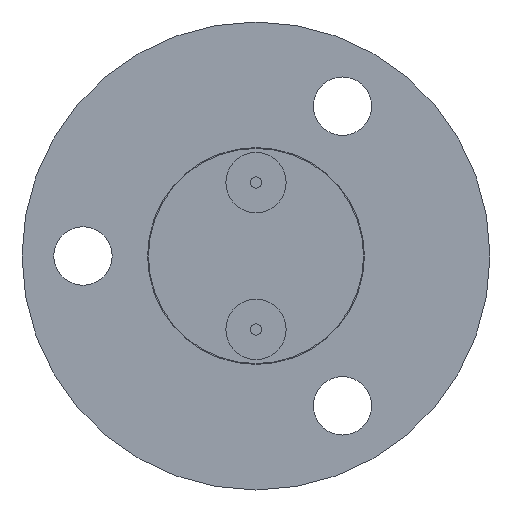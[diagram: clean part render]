
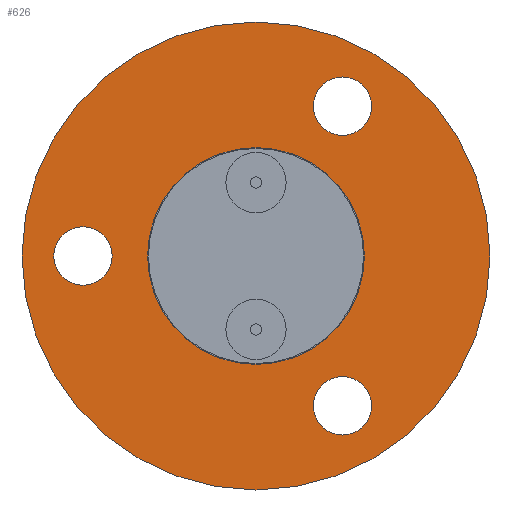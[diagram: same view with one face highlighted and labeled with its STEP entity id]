
A CAD part, front view. The second image highlights one B-rep face of the part: STEP entity #626.
In plain terms, the highlighted planar face has unit normal (0, -1, 0).
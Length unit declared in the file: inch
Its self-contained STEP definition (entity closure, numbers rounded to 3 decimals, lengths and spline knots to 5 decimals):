
#107 = CARTESIAN_POINT ( 'NONE',  ( -0.22762, 0.29828, -0.20189 ) ) ;
#117 = DIRECTION ( 'NONE',  ( 0., 1., 0. ) ) ;
#118 = DIRECTION ( 'NONE',  ( 0.866, 0., 0.5 ) ) ;
#167 = CARTESIAN_POINT ( 'NONE',  ( -0.43647, 0.29828, 0.15986 ) ) ;
#169 = DIRECTION ( 'NONE',  ( 0., 1., 0. ) ) ;
#170 = DIRECTION ( 'NONE',  ( 0., 0., -1. ) ) ;
#184 = CARTESIAN_POINT ( 'NONE',  ( -0.43647, 0.29828, 0.15986 ) ) ;
#192 = DIRECTION ( 'NONE',  ( 0., -1., 0. ) ) ;
#193 = DIRECTION ( 'NONE',  ( 0., 0., 1. ) ) ;
#214 = CARTESIAN_POINT ( 'NONE',  ( -0.22762, 0.29828, 0.52161 ) ) ;
#222 = DIRECTION ( 'NONE',  ( 0., 1., 0. ) ) ;
#223 = DIRECTION ( 'NONE',  ( -0.866, 0., 0.5 ) ) ;
#228 = CARTESIAN_POINT ( 'NONE',  ( -0.85419, 0.29828, 0.15986 ) ) ;
#231 = CARTESIAN_POINT ( 'NONE',  ( -0.22762, 0.29828, 0.52161 ) ) ;
#233 = DIRECTION ( 'NONE',  ( 0., 1., 0. ) ) ;
#234 = DIRECTION ( 'NONE',  ( -0.866, 0., 0.5 ) ) ;
#236 = DIRECTION ( 'NONE',  ( 0., 1., 0. ) ) ;
#237 = DIRECTION ( 'NONE',  ( 0., 0., -1. ) ) ;
#239 = CARTESIAN_POINT ( 'NONE',  ( -0.85419, 0.29828, 0.15986 ) ) ;
#248 = DIRECTION ( 'NONE',  ( 0., 1., 0. ) ) ;
#249 = DIRECTION ( 'NONE',  ( 0., 0., -1. ) ) ;
#313 = CARTESIAN_POINT ( 'NONE',  ( -0.43647, 0.29828, 0.72482 ) ) ;
#318 = CARTESIAN_POINT ( 'NONE',  ( -0.43647, 0.29828, -0.10195 ) ) ;
#346 = CARTESIAN_POINT ( 'NONE',  ( -0.85419, 0.29828, 0.08939 ) ) ;
#347 = CARTESIAN_POINT ( 'NONE',  ( -0.22762, 0.29828, -0.13142 ) ) ;
#356 = CARTESIAN_POINT ( 'NONE',  ( -0.43647, 0.29828, 0.42167 ) ) ;
#357 = CARTESIAN_POINT ( 'NONE',  ( -0.22762, 0.29828, 0.59208 ) ) ;
#361 = CARTESIAN_POINT ( 'NONE',  ( -0.22762, 0.29828, -0.27237 ) ) ;
#387 = CARTESIAN_POINT ( 'NONE',  ( -0.22762, 0.29828, 0.45114 ) ) ;
#397 = CARTESIAN_POINT ( 'NONE',  ( -0.85419, 0.29828, 0.23033 ) ) ;
#404 = CARTESIAN_POINT ( 'NONE',  ( -0.43647, 0.29828, -0.4051 ) ) ;
#626 = ADVANCED_FACE ( 'NONE', ( #3758, #3770, #3778, #3780, #3764 ), #2309, .F. ) ;
#706 = EDGE_LOOP ( 'NONE', ( #996, #997 ) ) ;
#729 = EDGE_LOOP ( 'NONE', ( #999, #1000 ) ) ;
#736 = EDGE_LOOP ( 'NONE', ( #1012, #995 ) ) ;
#820 = EDGE_LOOP ( 'NONE', ( #1010, #1011 ) ) ;
#826 = EDGE_LOOP ( 'NONE', ( #1041, #1042 ) ) ;
#910 = EDGE_CURVE ( 'NONE', #1922, #1805, #1644, .T. ) ;
#921 = EDGE_CURVE ( 'NONE', #1936, #1899, #1653, .T. ) ;
#995 = ORIENTED_EDGE ( 'NONE', *, *, #1396, .T. ) ;
#996 = ORIENTED_EDGE ( 'NONE', *, *, #1405, .T. ) ;
#997 = ORIENTED_EDGE ( 'NONE', *, *, #1401, .T. ) ;
#999 = ORIENTED_EDGE ( 'NONE', *, *, #910, .F. ) ;
#1000 = ORIENTED_EDGE ( 'NONE', *, *, #1384, .F. ) ;
#1010 = ORIENTED_EDGE ( 'NONE', *, *, #921, .T. ) ;
#1011 = ORIENTED_EDGE ( 'NONE', *, *, #1356, .T. ) ;
#1012 = ORIENTED_EDGE ( 'NONE', *, *, #1400, .T. ) ;
#1041 = ORIENTED_EDGE ( 'NONE', *, *, #1376, .F. ) ;
#1042 = ORIENTED_EDGE ( 'NONE', *, *, #1306, .F. ) ;
#1306 = EDGE_CURVE ( 'NONE', #2031, #1795, #4298, .T. ) ;
#1356 = EDGE_CURVE ( 'NONE', #1899, #1936, #4367, .T. ) ;
#1376 = EDGE_CURVE ( 'NONE', #1795, #2031, #4394, .T. ) ;
#1384 = EDGE_CURVE ( 'NONE', #1805, #1922, #4404, .T. ) ;
#1396 = EDGE_CURVE ( 'NONE', #1924, #1988, #4420, .T. ) ;
#1400 = EDGE_CURVE ( 'NONE', #1988, #1924, #4425, .T. ) ;
#1401 = EDGE_CURVE ( 'NONE', #2018, #1893, #4426, .T. ) ;
#1405 = EDGE_CURVE ( 'NONE', #1893, #2018, #4430, .T. ) ;
#1644 = CIRCLE ( 'NONE', #4066, 0.26181 ) ;
#1653 = CIRCLE ( 'NONE', #4071, 0.07047 ) ;
#1795 = VERTEX_POINT ( 'NONE', #313 ) ;
#1805 = VERTEX_POINT ( 'NONE', #318 ) ;
#1893 = VERTEX_POINT ( 'NONE', #346 ) ;
#1899 = VERTEX_POINT ( 'NONE', #347 ) ;
#1922 = VERTEX_POINT ( 'NONE', #356 ) ;
#1924 = VERTEX_POINT ( 'NONE', #357 ) ;
#1936 = VERTEX_POINT ( 'NONE', #361 ) ;
#1988 = VERTEX_POINT ( 'NONE', #387 ) ;
#2018 = VERTEX_POINT ( 'NONE', #397 ) ;
#2031 = VERTEX_POINT ( 'NONE', #404 ) ;
#2309 = PLANE ( 'NONE',  #3945 ) ;
#2578 = DIRECTION ( 'NONE',  ( 0., 1., 0. ) ) ;
#2581 = DIRECTION ( 'NONE',  ( 0., 0., -1. ) ) ;
#2593 = CARTESIAN_POINT ( 'NONE',  ( -0.43647, 0.29828, 0.15986 ) ) ;
#2877 = DIRECTION ( 'NONE',  ( 0.866, 0., 0.5 ) ) ;
#2878 = DIRECTION ( 'NONE',  ( 0., 1., 0. ) ) ;
#2879 = CARTESIAN_POINT ( 'NONE',  ( -0.22762, 0.29828, -0.20189 ) ) ;
#2892 = DIRECTION ( 'NONE',  ( 0., 0., 1. ) ) ;
#2893 = DIRECTION ( 'NONE',  ( 0., -1., 0. ) ) ;
#2894 = CARTESIAN_POINT ( 'NONE',  ( -0.43647, 0.29828, 0.15986 ) ) ;
#3285 = DIRECTION ( 'NONE',  ( 0., 0., -1. ) ) ;
#3286 = DIRECTION ( 'NONE',  ( 0., 1., 0. ) ) ;
#3291 = CARTESIAN_POINT ( 'NONE',  ( -0.43647, 0.29828, 0.15986 ) ) ;
#3758 = FACE_BOUND ( 'NONE', #729, .T. ) ;
#3764 = FACE_OUTER_BOUND ( 'NONE', #826, .T. ) ;
#3770 = FACE_BOUND ( 'NONE', #820, .T. ) ;
#3778 = FACE_BOUND ( 'NONE', #736, .T. ) ;
#3780 = FACE_BOUND ( 'NONE', #706, .T. ) ;
#3945 = AXIS2_PLACEMENT_3D ( 'NONE', #2593, #2578, #2581 ) ;
#4066 = AXIS2_PLACEMENT_3D ( 'NONE', #2894, #2893, #2892 ) ;
#4071 = AXIS2_PLACEMENT_3D ( 'NONE', #2879, #2878, #2877 ) ;
#4118 = AXIS2_PLACEMENT_3D ( 'NONE', #3291, #3286, #3285 ) ;
#4152 = AXIS2_PLACEMENT_3D ( 'NONE', #107, #117, #118 ) ;
#4162 = AXIS2_PLACEMENT_3D ( 'NONE', #167, #169, #170 ) ;
#4170 = AXIS2_PLACEMENT_3D ( 'NONE', #184, #192, #193 ) ;
#4176 = AXIS2_PLACEMENT_3D ( 'NONE', #214, #222, #223 ) ;
#4178 = AXIS2_PLACEMENT_3D ( 'NONE', #228, #236, #237 ) ;
#4181 = AXIS2_PLACEMENT_3D ( 'NONE', #231, #233, #234 ) ;
#4183 = AXIS2_PLACEMENT_3D ( 'NONE', #239, #248, #249 ) ;
#4298 = CIRCLE ( 'NONE', #4118, 0.56496 ) ;
#4367 = CIRCLE ( 'NONE', #4152, 0.07047 ) ;
#4394 = CIRCLE ( 'NONE', #4162, 0.56496 ) ;
#4404 = CIRCLE ( 'NONE', #4170, 0.26181 ) ;
#4420 = CIRCLE ( 'NONE', #4176, 0.07047 ) ;
#4425 = CIRCLE ( 'NONE', #4181, 0.07047 ) ;
#4426 = CIRCLE ( 'NONE', #4178, 0.07047 ) ;
#4430 = CIRCLE ( 'NONE', #4183, 0.07047 ) ;
